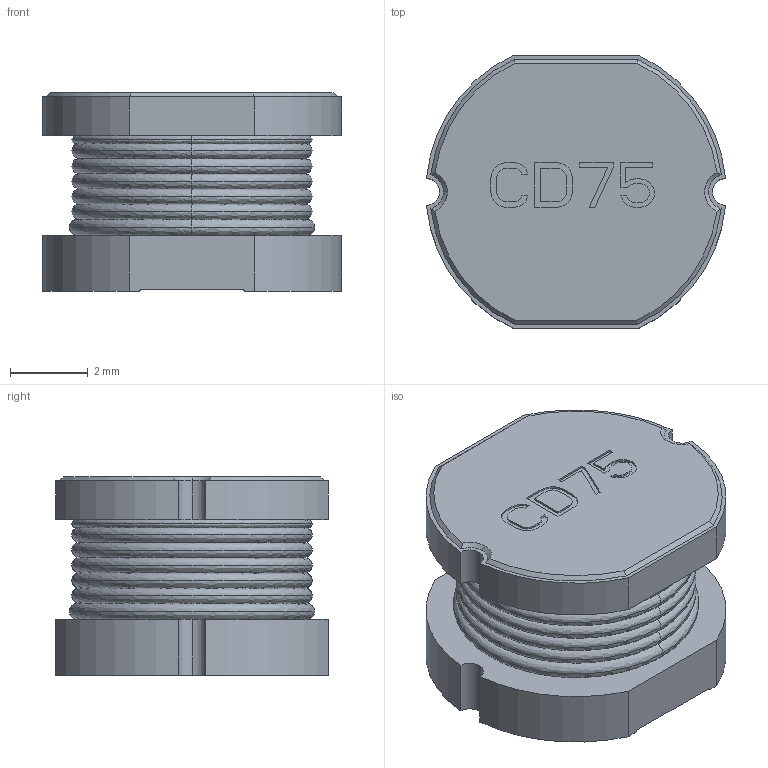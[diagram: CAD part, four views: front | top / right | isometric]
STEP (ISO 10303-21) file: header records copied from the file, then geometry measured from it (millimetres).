
FILE_DESCRIPTION (( 'STEP AP214' ), '1' );
FILE_NAME ('63B4E5AC-1EB0-45E3-A54C-1FA95F1F6550.STEP', '2023-02-25T16:22:36', ( '' ), ( '' ), 'SwSTEP 2.0', 'SolidWorks 2022', '' );
FILE_SCHEMA (( 'AUTOMOTIVE_DESIGN' ));
Length unit declared in the file: millimetre
Products named in the file (1): 63B4E5AC-1EB0-45E3-A54C-1FA95F1F6550
Bounding box: 7.67 x 7 x 5.09 mm (x, y, z)
Surface area: 501.6 mm2 (no closed solid volume)
Topology: 0 solids, 21 shells, 216 faces, 576 edges, 369 vertices
Faces by surface type: plane 131, bspline 60, cylinder 18, cone 7
Entity records: 8021 total; most frequent: CARTESIAN_POINT 2215, ORIENTED_EDGE 1108, DIRECTION 1066, EDGE_CURVE 574, LINE 380, VECTOR 380, VERTEX_POINT 368, AXIS2_PLACEMENT_3D 343
